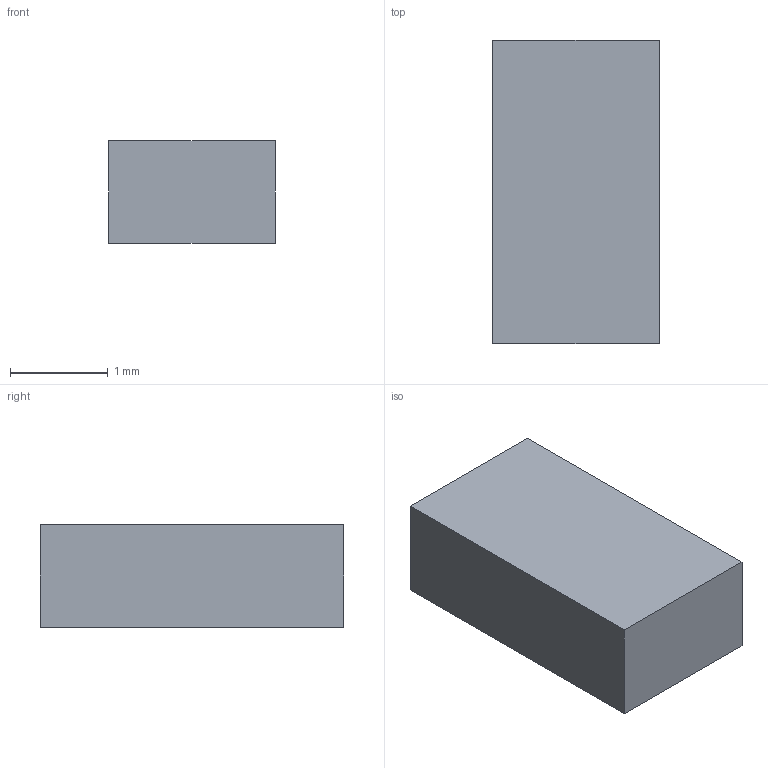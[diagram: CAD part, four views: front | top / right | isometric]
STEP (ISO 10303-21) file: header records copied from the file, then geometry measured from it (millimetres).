
FILE_DESCRIPTION(/* description */ (''),/* implementation_level */ '2;1');
FILE_NAME(/* name */ 'TSOP-6.step',/* time_stamp */ '2020-03-19T14:30:47+01:00',/* author */ (''),/* organization */ (''),/* preprocessor_version */ 'ST-DEVELOPER v18',/* originating_system */ 'Autodesk Translation Framework v8.12.0.6',/* authorisation */ '');
FILE_SCHEMA (('AUTOMOTIVE_DESIGN { 1 0 10303 214 3 1 1 }'));
Length unit declared in the file: millimetre
Products named in the file (3): IC16; 706239664; Extruded (13)
Assembly tree (2 placements, depth 3):
  IC16
    706239664
      Extruded (13)
Bounding box: 1.7 x 3.1 x 1.05 mm (x, y, z)
Volume: 5.5 mm3; surface area: 20.6 mm2
Topology: 1 solids, 1 shells, 6 faces, 12 edges, 8 vertices
Faces by surface type: plane 6
Entity records: 236 total; most frequent: DIRECTION 34, CARTESIAN_POINT 31, ORIENTED_EDGE 24, LINE 12, VECTOR 12, EDGE_CURVE 12, AXIS2_PLACEMENT_3D 11, VERTEX_POINT 8
